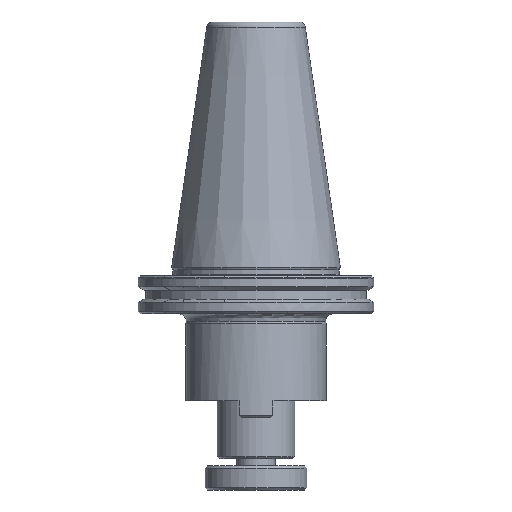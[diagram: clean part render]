
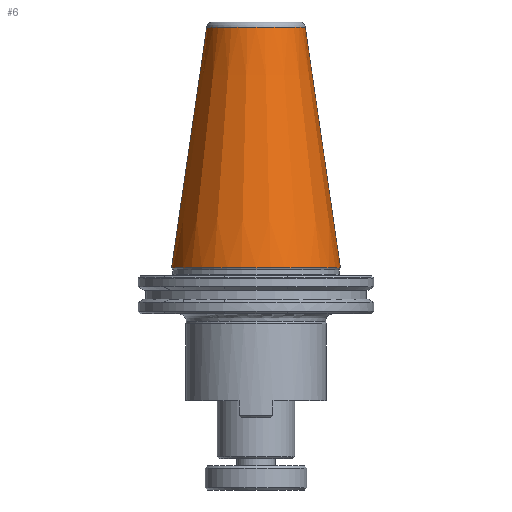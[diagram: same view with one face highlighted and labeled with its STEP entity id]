
A CAD part, front view. The second image highlights one B-rep face of the part: STEP entity #6.
In plain terms, the highlighted conical face has half-angle 8.297 degrees and reference radius 34.925 mm.
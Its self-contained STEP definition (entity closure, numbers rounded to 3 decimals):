
#6 = ADVANCED_FACE ( 'NONE', ( #4749 ), #3324, .T. ) ;
#170 = ORIENTED_EDGE ( 'NONE', *, *, #2743, .T. ) ;
#605 = CARTESIAN_POINT ( 'NONE',  ( 91.789, 111.887, 197.61 ) ) ;
#653 = EDGE_CURVE ( 'NONE', #3438, #5009, #2154, .T. ) ;
#756 = ORIENTED_EDGE ( 'NONE', *, *, #653, .F. ) ;
#881 = CARTESIAN_POINT ( 'NONE',  ( 56.864, 111.887, 98. ) ) ;
#1009 = DIRECTION ( 'NONE',  ( -1., 0., 0. ) ) ;
#1331 = DIRECTION ( 'NONE',  ( 0., 0., 1. ) ) ;
#1469 = DIRECTION ( 'NONE',  ( -1., 0., 0. ) ) ;
#1506 = VERTEX_POINT ( 'NONE', #2217 ) ;
#1760 = AXIS2_PLACEMENT_3D ( 'NONE', #3656, #1331, #4036 ) ;
#2085 = VECTOR ( 'NONE', #2488, 1000. ) ;
#2154 = LINE ( 'NONE', #4797, #2085 ) ;
#2217 = CARTESIAN_POINT ( 'NONE',  ( 71.391, 111.887, 197.61 ) ) ;
#2420 = CARTESIAN_POINT ( 'NONE',  ( 112.187, 111.887, 197.61 ) ) ;
#2455 = ORIENTED_EDGE ( 'NONE', *, *, #3181, .T. ) ;
#2488 = DIRECTION ( 'NONE',  ( 0.144, 0., -0.99 ) ) ;
#2743 = EDGE_CURVE ( 'NONE', #1506, #3928, #4222, .T. ) ;
#2776 = CIRCLE ( 'NONE', #3550, 20.398 ) ;
#2949 = CARTESIAN_POINT ( 'NONE',  ( 91.789, 111.887, 98. ) ) ;
#2964 = AXIS2_PLACEMENT_3D ( 'NONE', #2949, #3158, #1469 ) ;
#3158 = DIRECTION ( 'NONE',  ( 0., 0., -1. ) ) ;
#3181 = EDGE_CURVE ( 'NONE', #3928, #5009, #3890, .T. ) ;
#3324 = CONICAL_SURFACE ( 'NONE', #2964, 34.925, 0.145 ) ;
#3325 = DIRECTION ( 'NONE',  ( 0., 0., -1. ) ) ;
#3438 = VERTEX_POINT ( 'NONE', #2420 ) ;
#3550 = AXIS2_PLACEMENT_3D ( 'NONE', #605, #3325, #1009 ) ;
#3656 = CARTESIAN_POINT ( 'NONE',  ( 91.789, 111.887, 98. ) ) ;
#3679 = EDGE_LOOP ( 'NONE', ( #756, #4479, #170, #2455 ) ) ;
#3749 = DIRECTION ( 'NONE',  ( -0.144, 0., -0.99 ) ) ;
#3890 = CIRCLE ( 'NONE', #1760, 34.925 ) ;
#3928 = VERTEX_POINT ( 'NONE', #881 ) ;
#4036 = DIRECTION ( 'NONE',  ( -1., 0., 0. ) ) ;
#4126 = CARTESIAN_POINT ( 'NONE',  ( 56.864, 111.887, 98. ) ) ;
#4222 = LINE ( 'NONE', #4126, #4281 ) ;
#4281 = VECTOR ( 'NONE', #3749, 1000. ) ;
#4388 = EDGE_CURVE ( 'NONE', #3438, #1506, #2776, .T. ) ;
#4479 = ORIENTED_EDGE ( 'NONE', *, *, #4388, .T. ) ;
#4749 = FACE_OUTER_BOUND ( 'NONE', #3679, .T. ) ;
#4797 = CARTESIAN_POINT ( 'NONE',  ( 126.714, 111.887, 98. ) ) ;
#4864 = CARTESIAN_POINT ( 'NONE',  ( 126.714, 111.887, 98. ) ) ;
#5009 = VERTEX_POINT ( 'NONE', #4864 ) ;
